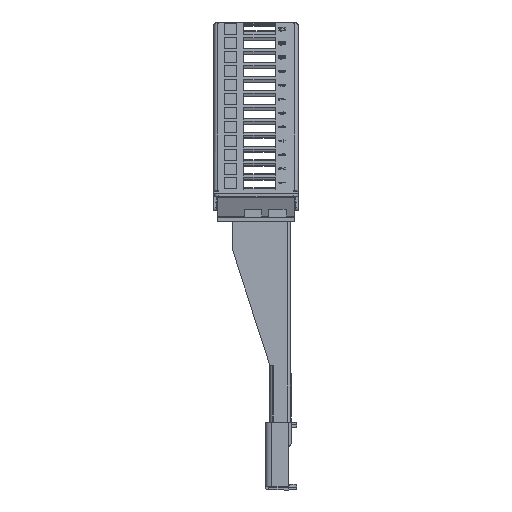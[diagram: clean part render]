
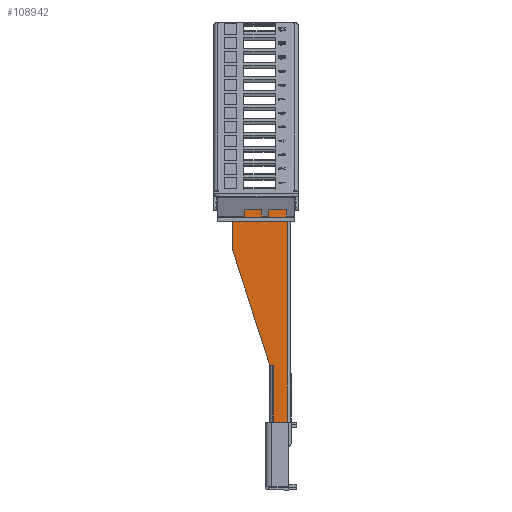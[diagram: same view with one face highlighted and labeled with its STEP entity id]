
A CAD part, left-side view. The second image highlights one B-rep face of the part: STEP entity #108942.
In plain terms, the highlighted face is planar.
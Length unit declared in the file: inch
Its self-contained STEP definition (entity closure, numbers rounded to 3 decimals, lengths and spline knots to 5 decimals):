
#492 = VECTOR ( 'NONE', #97702, 39.37008 ) ;
#1101 = CARTESIAN_POINT ( 'NONE',  ( 8.62205, 4.78775, 0.66165 ) ) ;
#1403 = EDGE_CURVE ( 'NONE', #109605, #49443, #41865, .T. ) ;
#1614 = EDGE_CURVE ( 'NONE', #37470, #37065, #25149, .T. ) ;
#1759 = EDGE_CURVE ( 'NONE', #55731, #4289, #41625, .T. ) ;
#2042 = ORIENTED_EDGE ( 'NONE', *, *, #17512, .F. ) ;
#3017 = CARTESIAN_POINT ( 'NONE',  ( 8.62205, 5.03775, 0.07165 ) ) ;
#4289 = VERTEX_POINT ( 'NONE', #70248 ) ;
#5010 = LINE ( 'NONE', #30573, #492 ) ;
#6012 = CARTESIAN_POINT ( 'NONE',  ( 8.62205, 5.03775, -0.06835 ) ) ;
#6675 = VECTOR ( 'NONE', #79662, 39.37008 ) ;
#6843 = DIRECTION ( 'NONE',  ( 0., 0., -1. ) ) ;
#7822 = EDGE_LOOP ( 'NONE', ( #10172, #38951, #98441, #82147, #38423, #119346, #40950, #21364, #104016, #122969, #13725, #51370, #43720, #2042, #24428, #117445, #85970, #112704, #117352 ) ) ;
#8464 = CARTESIAN_POINT ( 'NONE',  ( 8.62205, 4.78775, 0.43165 ) ) ;
#8858 = DIRECTION ( 'NONE',  ( 0., 0., -1. ) ) ;
#9895 = CARTESIAN_POINT ( 'NONE',  ( 8.62205, 4.85775, -0.24835 ) ) ;
#10172 = ORIENTED_EDGE ( 'NONE', *, *, #111222, .F. ) ;
#12951 = CARTESIAN_POINT ( 'NONE',  ( 8.62205, 4.194, 0.66165 ) ) ;
#13290 = CARTESIAN_POINT ( 'NONE',  ( 8.62205, 4.194, 0.66165 ) ) ;
#13725 = ORIENTED_EDGE ( 'NONE', *, *, #1759, .F. ) ;
#13868 = EDGE_CURVE ( 'NONE', #66587, #88886, #76553, .T. ) ;
#15819 = LINE ( 'NONE', #6012, #84836 ) ;
#16584 = VECTOR ( 'NONE', #31271, 39.37008 ) ;
#17091 = CARTESIAN_POINT ( 'NONE',  ( 8.62205, 4.85775, -0.24835 ) ) ;
#17512 = EDGE_CURVE ( 'NONE', #93880, #66587, #28852, .T. ) ;
#18508 = DIRECTION ( 'NONE',  ( 0., 0., -1. ) ) ;
#20235 = LINE ( 'NONE', #25547, #63831 ) ;
#21364 = ORIENTED_EDGE ( 'NONE', *, *, #87459, .F. ) ;
#24428 = ORIENTED_EDGE ( 'NONE', *, *, #77114, .F. ) ;
#25149 = LINE ( 'NONE', #9895, #40173 ) ;
#25547 = CARTESIAN_POINT ( 'NONE',  ( 8.62205, 0.694, -0.16815 ) ) ;
#28175 = DIRECTION ( 'NONE',  ( 0., 0., -1. ) ) ;
#28717 = VECTOR ( 'NONE', #69875, 39.37008 ) ;
#28852 = LINE ( 'NONE', #55809, #69442 ) ;
#29658 = CARTESIAN_POINT ( 'NONE',  ( 8.62205, 4.85775, -0.42835 ) ) ;
#30435 = CARTESIAN_POINT ( 'NONE',  ( 8.62205, 1.85025, -0.09835 ) ) ;
#30573 = CARTESIAN_POINT ( 'NONE',  ( 8.62205, 4.78775, -0.51835 ) ) ;
#31271 = DIRECTION ( 'NONE',  ( 0., 0.951, 0.308 ) ) ;
#31438 = LINE ( 'NONE', #13290, #93055 ) ;
#31521 = CARTESIAN_POINT ( 'NONE',  ( 8.62205, 0.694, -0.51835 ) ) ;
#31861 = VERTEX_POINT ( 'NONE', #40603 ) ;
#32204 = EDGE_CURVE ( 'NONE', #31861, #114327, #37404, .T. ) ;
#32587 = DIRECTION ( 'NONE',  ( 0., -1., 0. ) ) ;
#34134 = DIRECTION ( 'NONE',  ( 0., 1., 0. ) ) ;
#35197 = DIRECTION ( 'NONE',  ( 0., 1., 0. ) ) ;
#35390 = CARTESIAN_POINT ( 'NONE',  ( 8.62205, 4.78775, -0.24835 ) ) ;
#37065 = VERTEX_POINT ( 'NONE', #35390 ) ;
#37404 = LINE ( 'NONE', #45153, #88490 ) ;
#37470 = VERTEX_POINT ( 'NONE', #17091 ) ;
#38423 = ORIENTED_EDGE ( 'NONE', *, *, #1614, .F. ) ;
#38951 = ORIENTED_EDGE ( 'NONE', *, *, #72814, .F. ) ;
#39204 = CARTESIAN_POINT ( 'NONE',  ( 8.62205, 5.03775, -0.06835 ) ) ;
#39283 = DIRECTION ( 'NONE',  ( 0., 0., 1. ) ) ;
#40173 = VECTOR ( 'NONE', #56921, 39.37008 ) ;
#40401 = VERTEX_POINT ( 'NONE', #66640 ) ;
#40603 = CARTESIAN_POINT ( 'NONE',  ( 8.62205, 4.78775, -0.44855 ) ) ;
#40950 = ORIENTED_EDGE ( 'NONE', *, *, #88618, .F. ) ;
#41625 = LINE ( 'NONE', #71185, #109227 ) ;
#41865 = LINE ( 'NONE', #8464, #124514 ) ;
#43720 = ORIENTED_EDGE ( 'NONE', *, *, #13868, .F. ) ;
#45153 = CARTESIAN_POINT ( 'NONE',  ( 8.62205, 4.78775, -0.44855 ) ) ;
#45252 = VECTOR ( 'NONE', #28175, 39.37008 ) ;
#45568 = CARTESIAN_POINT ( 'NONE',  ( 8.62205, 0., 0. ) ) ;
#45840 = VERTEX_POINT ( 'NONE', #122633 ) ;
#47365 = DIRECTION ( 'NONE',  ( 0., 0., -1. ) ) ;
#48925 = EDGE_CURVE ( 'NONE', #4289, #45840, #61075, .T. ) ;
#49443 = VERTEX_POINT ( 'NONE', #123282 ) ;
#50028 = VECTOR ( 'NONE', #39283, 39.37008 ) ;
#50319 = LINE ( 'NONE', #109678, #90863 ) ;
#51274 = DIRECTION ( 'NONE',  ( 0., 0., 1. ) ) ;
#51370 = ORIENTED_EDGE ( 'NONE', *, *, #115446, .F. ) ;
#52879 = VECTOR ( 'NONE', #54718, 39.37008 ) ;
#54718 = DIRECTION ( 'NONE',  ( 0., -1., 0. ) ) ;
#55731 = VERTEX_POINT ( 'NONE', #89538 ) ;
#55809 = CARTESIAN_POINT ( 'NONE',  ( 8.62205, 5.03775, 0.43165 ) ) ;
#56921 = DIRECTION ( 'NONE',  ( 0., -1., 0. ) ) ;
#58144 = VERTEX_POINT ( 'NONE', #39204 ) ;
#59761 = EDGE_CURVE ( 'NONE', #40401, #83001, #85497, .T. ) ;
#59770 = EDGE_CURVE ( 'NONE', #83001, #109605, #31438, .T. ) ;
#61075 = LINE ( 'NONE', #74679, #83510 ) ;
#61586 = VERTEX_POINT ( 'NONE', #86357 ) ;
#63831 = VECTOR ( 'NONE', #35197, 39.37008 ) ;
#66587 = VERTEX_POINT ( 'NONE', #3017 ) ;
#66640 = CARTESIAN_POINT ( 'NONE',  ( 8.62205, 1.85025, -0.09835 ) ) ;
#69341 = LINE ( 'NONE', #92832, #52879 ) ;
#69442 = VECTOR ( 'NONE', #47365, 39.37008 ) ;
#69476 = DIRECTION ( 'NONE',  ( 0., -1., 0. ) ) ;
#69875 = DIRECTION ( 'NONE',  ( 0., 0., 1. ) ) ;
#70248 = CARTESIAN_POINT ( 'NONE',  ( 8.62205, 4.78775, 0.25165 ) ) ;
#70609 = FACE_OUTER_BOUND ( 'NONE', #7822, .T. ) ;
#70642 = EDGE_CURVE ( 'NONE', #37065, #31861, #5010, .T. ) ;
#71185 = CARTESIAN_POINT ( 'NONE',  ( 8.62205, 4.85775, 0.25165 ) ) ;
#72814 = EDGE_CURVE ( 'NONE', #114327, #76650, #89157, .T. ) ;
#73105 = CARTESIAN_POINT ( 'NONE',  ( 8.62205, 4.85775, -0.42835 ) ) ;
#73621 = CARTESIAN_POINT ( 'NONE',  ( 8.62205, 5.03775, -0.42835 ) ) ;
#74039 = EDGE_CURVE ( 'NONE', #40401, #61586, #102362, .T. ) ;
#74058 = LINE ( 'NONE', #29658, #50028 ) ;
#74073 = PLANE ( 'NONE',  #76467 ) ;
#74679 = CARTESIAN_POINT ( 'NONE',  ( 8.62205, 4.78775, -0.06835 ) ) ;
#75487 = VERTEX_POINT ( 'NONE', #73105 ) ;
#76467 = AXIS2_PLACEMENT_3D ( 'NONE', #45568, #111497, #83713 ) ;
#76553 = LINE ( 'NONE', #118539, #85573 ) ;
#76650 = VERTEX_POINT ( 'NONE', #108420 ) ;
#77114 = EDGE_CURVE ( 'NONE', #49443, #93880, #81628, .T. ) ;
#79662 = DIRECTION ( 'NONE',  ( 0., 1., 0. ) ) ;
#80115 = VECTOR ( 'NONE', #51274, 39.37008 ) ;
#81628 = LINE ( 'NONE', #98583, #6675 ) ;
#82147 = ORIENTED_EDGE ( 'NONE', *, *, #70642, .F. ) ;
#83001 = VERTEX_POINT ( 'NONE', #12951 ) ;
#83510 = VECTOR ( 'NONE', #18508, 39.37008 ) ;
#83713 = DIRECTION ( 'NONE',  ( 0., 0., -1. ) ) ;
#84408 = CARTESIAN_POINT ( 'NONE',  ( 8.62205, 1.85025, 0. ) ) ;
#84836 = VECTOR ( 'NONE', #6843, 39.37008 ) ;
#85497 = LINE ( 'NONE', #30435, #16584 ) ;
#85573 = VECTOR ( 'NONE', #69476, 39.37008 ) ;
#85970 = ORIENTED_EDGE ( 'NONE', *, *, #59770, .F. ) ;
#86357 = CARTESIAN_POINT ( 'NONE',  ( 8.62205, 1.85025, -0.16815 ) ) ;
#87459 = EDGE_CURVE ( 'NONE', #58144, #91865, #15819, .T. ) ;
#88490 = VECTOR ( 'NONE', #112728, 39.37008 ) ;
#88618 = EDGE_CURVE ( 'NONE', #91865, #75487, #69341, .T. ) ;
#88886 = VERTEX_POINT ( 'NONE', #109099 ) ;
#89157 = LINE ( 'NONE', #31521, #80115 ) ;
#89538 = CARTESIAN_POINT ( 'NONE',  ( 8.62205, 4.85775, 0.25165 ) ) ;
#90863 = VECTOR ( 'NONE', #34134, 39.37008 ) ;
#91865 = VERTEX_POINT ( 'NONE', #73621 ) ;
#92832 = CARTESIAN_POINT ( 'NONE',  ( 8.62205, 5.03775, -0.42835 ) ) ;
#93055 = VECTOR ( 'NONE', #110186, 39.37008 ) ;
#93880 = VERTEX_POINT ( 'NONE', #114748 ) ;
#96615 = EDGE_CURVE ( 'NONE', #45840, #58144, #50319, .T. ) ;
#97702 = DIRECTION ( 'NONE',  ( 0., 0., -1. ) ) ;
#98441 = ORIENTED_EDGE ( 'NONE', *, *, #32204, .F. ) ;
#98583 = CARTESIAN_POINT ( 'NONE',  ( 8.62205, 4.78775, 0.43165 ) ) ;
#101293 = CARTESIAN_POINT ( 'NONE',  ( 8.62205, 0.694, -0.44855 ) ) ;
#102362 = LINE ( 'NONE', #84408, #45252 ) ;
#102659 = EDGE_CURVE ( 'NONE', #75487, #37470, #74058, .T. ) ;
#104016 = ORIENTED_EDGE ( 'NONE', *, *, #96615, .F. ) ;
#107246 = CARTESIAN_POINT ( 'NONE',  ( 8.62205, 4.85775, 0.07165 ) ) ;
#108420 = CARTESIAN_POINT ( 'NONE',  ( 8.62205, 0.694, -0.16815 ) ) ;
#108942 = ADVANCED_FACE ( 'NONE', ( #70609 ), #74073, .F. ) ;
#109099 = CARTESIAN_POINT ( 'NONE',  ( 8.62205, 4.85775, 0.07165 ) ) ;
#109227 = VECTOR ( 'NONE', #32587, 39.37008 ) ;
#109605 = VERTEX_POINT ( 'NONE', #1101 ) ;
#109678 = CARTESIAN_POINT ( 'NONE',  ( 8.62205, 4.78775, -0.06835 ) ) ;
#110186 = DIRECTION ( 'NONE',  ( 0., 1., 0. ) ) ;
#111222 = EDGE_CURVE ( 'NONE', #76650, #61586, #20235, .T. ) ;
#111497 = DIRECTION ( 'NONE',  ( -1., 0., 0. ) ) ;
#112704 = ORIENTED_EDGE ( 'NONE', *, *, #59761, .F. ) ;
#112728 = DIRECTION ( 'NONE',  ( 0., -1., 0. ) ) ;
#112780 = LINE ( 'NONE', #107246, #28717 ) ;
#114327 = VERTEX_POINT ( 'NONE', #101293 ) ;
#114748 = CARTESIAN_POINT ( 'NONE',  ( 8.62205, 5.03775, 0.43165 ) ) ;
#115446 = EDGE_CURVE ( 'NONE', #88886, #55731, #112780, .T. ) ;
#117352 = ORIENTED_EDGE ( 'NONE', *, *, #74039, .T. ) ;
#117445 = ORIENTED_EDGE ( 'NONE', *, *, #1403, .F. ) ;
#118539 = CARTESIAN_POINT ( 'NONE',  ( 8.62205, 5.03775, 0.07165 ) ) ;
#119346 = ORIENTED_EDGE ( 'NONE', *, *, #102659, .F. ) ;
#122633 = CARTESIAN_POINT ( 'NONE',  ( 8.62205, 4.78775, -0.06835 ) ) ;
#122969 = ORIENTED_EDGE ( 'NONE', *, *, #48925, .F. ) ;
#123282 = CARTESIAN_POINT ( 'NONE',  ( 8.62205, 4.78775, 0.43165 ) ) ;
#124514 = VECTOR ( 'NONE', #8858, 39.37008 ) ;
